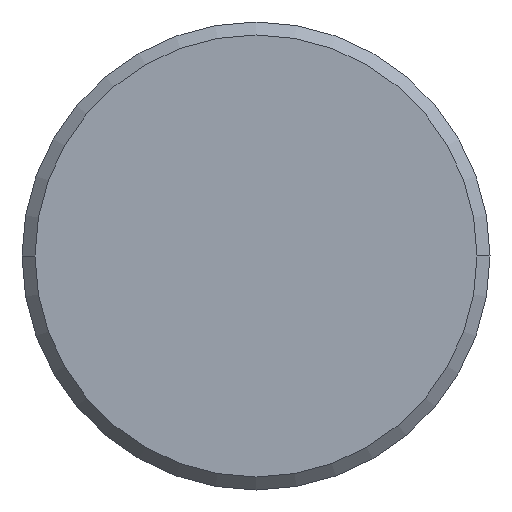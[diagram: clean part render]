
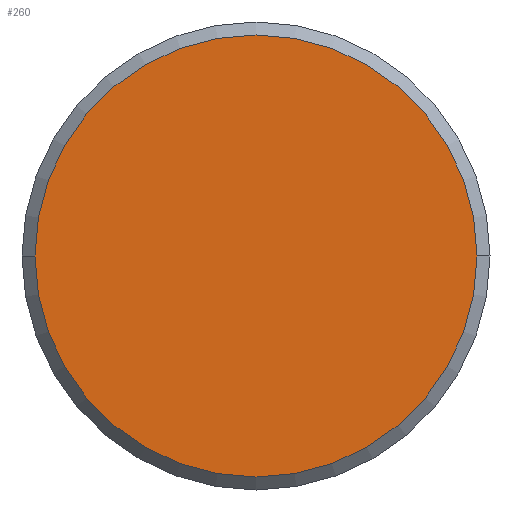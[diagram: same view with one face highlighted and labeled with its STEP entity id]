
A CAD part, left-side view. The second image highlights one B-rep face of the part: STEP entity #260.
In plain terms, the highlighted planar face has unit normal (-1, 0, 0).
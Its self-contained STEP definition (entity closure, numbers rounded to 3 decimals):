
#26 = ORIENTED_EDGE ( 'NONE', *, *, #416, .T. ) ;
#28 = CIRCLE ( 'NONE', #574, 0.85 ) ;
#45 = CARTESIAN_POINT ( 'NONE',  ( 0., 0., 0. ) ) ;
#75 = EDGE_CURVE ( 'NONE', #234, #381, #277, .T. ) ;
#120 = AXIS2_PLACEMENT_3D ( 'NONE', #638, #209, #369 ) ;
#172 = DIRECTION ( 'NONE',  ( 0., 1., 0. ) ) ;
#209 = DIRECTION ( 'NONE',  ( -1., 0., 0. ) ) ;
#216 = PLANE ( 'NONE',  #513 ) ;
#234 = VERTEX_POINT ( 'NONE', #653 ) ;
#248 = DIRECTION ( 'NONE',  ( 0., 1., 0. ) ) ;
#260 = ADVANCED_FACE ( 'NONE', ( #358 ), #216, .F. ) ;
#277 = CIRCLE ( 'NONE', #120, 0.85 ) ;
#290 = CARTESIAN_POINT ( 'NONE',  ( 0., -0.85, 0. ) ) ;
#358 = FACE_OUTER_BOUND ( 'NONE', #394, .T. ) ;
#369 = DIRECTION ( 'NONE',  ( 0., 1., 0. ) ) ;
#381 = VERTEX_POINT ( 'NONE', #290 ) ;
#394 = EDGE_LOOP ( 'NONE', ( #508, #26 ) ) ;
#416 = EDGE_CURVE ( 'NONE', #381, #234, #28, .T. ) ;
#439 = DIRECTION ( 'NONE',  ( -1., 0., 0. ) ) ;
#508 = ORIENTED_EDGE ( 'NONE', *, *, #75, .T. ) ;
#513 = AXIS2_PLACEMENT_3D ( 'NONE', #45, #578, #248 ) ;
#547 = CARTESIAN_POINT ( 'NONE',  ( 0., 0., 0. ) ) ;
#574 = AXIS2_PLACEMENT_3D ( 'NONE', #547, #439, #172 ) ;
#578 = DIRECTION ( 'NONE',  ( 1., 0., 0. ) ) ;
#638 = CARTESIAN_POINT ( 'NONE',  ( 0., 0., 0. ) ) ;
#653 = CARTESIAN_POINT ( 'NONE',  ( 0., 0.85, 0. ) ) ;
